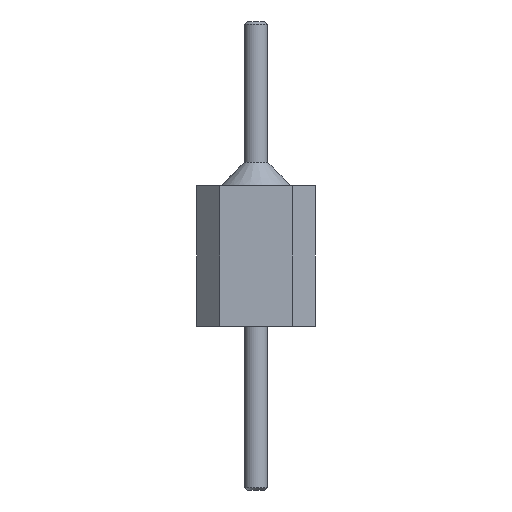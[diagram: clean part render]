
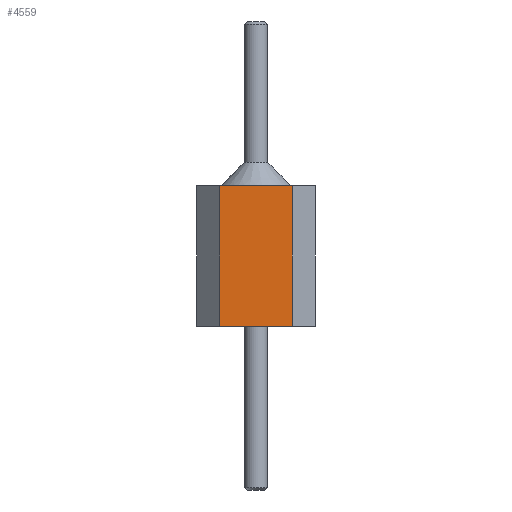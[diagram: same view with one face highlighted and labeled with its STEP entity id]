
A CAD part, front view. The second image highlights one B-rep face of the part: STEP entity #4559.
In plain terms, the highlighted planar face has unit normal (0, -1, 0).
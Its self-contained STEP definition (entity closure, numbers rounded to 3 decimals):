
#3946 = PLANE('',#3947);
#3947 = AXIS2_PLACEMENT_3D('',#3948,#3949,#3950);
#3948 = CARTESIAN_POINT('',(0.,0.,3.));
#3949 = DIRECTION('',(0.,0.,1.));
#3950 = DIRECTION('',(1.,0.,0.));
#3974 = PLANE('',#3975);
#3975 = AXIS2_PLACEMENT_3D('',#3976,#3977,#3978);
#3976 = CARTESIAN_POINT('',(-1.27,-0.775,0.));
#3977 = DIRECTION('',(0.707,0.707,0.));
#3978 = DIRECTION('',(0.707,-0.707,0.));
#4000 = PLANE('',#4001);
#4001 = AXIS2_PLACEMENT_3D('',#4002,#4003,#4004);
#4002 = CARTESIAN_POINT('',(0.,0.,0.));
#4003 = DIRECTION('',(0.,0.,1.));
#4004 = DIRECTION('',(1.,0.,0.));
#4093 = VERTEX_POINT('',#4094);
#4094 = CARTESIAN_POINT('',(-0.775,-1.27,3.));
#4115 = EDGE_CURVE('',#4116,#4093,#4118,.T.);
#4116 = VERTEX_POINT('',#4117);
#4117 = CARTESIAN_POINT('',(-0.775,-1.27,0.));
#4118 = SURFACE_CURVE('',#4119,(#4123,#4130),.PCURVE_S1.);
#4119 = LINE('',#4120,#4121);
#4120 = CARTESIAN_POINT('',(-0.775,-1.27,0.));
#4121 = VECTOR('',#4122,1.);
#4122 = DIRECTION('',(0.,0.,1.));
#4123 = PCURVE('',#3974,#4124);
#4124 = DEFINITIONAL_REPRESENTATION('',(#4125),#4129);
#4125 = LINE('',#4126,#4127);
#4126 = CARTESIAN_POINT('',(0.7,0.));
#4127 = VECTOR('',#4128,1.);
#4128 = DIRECTION('',(0.,-1.));
#4129 = ( GEOMETRIC_REPRESENTATION_CONTEXT(2) 
PARAMETRIC_REPRESENTATION_CONTEXT() REPRESENTATION_CONTEXT('2D SPACE',''
  ) );
#4130 = PCURVE('',#4131,#4136);
#4131 = PLANE('',#4132);
#4132 = AXIS2_PLACEMENT_3D('',#4133,#4134,#4135);
#4133 = CARTESIAN_POINT('',(-0.775,-1.27,0.));
#4134 = DIRECTION('',(0.,1.,0.));
#4135 = DIRECTION('',(1.,0.,0.));
#4136 = DEFINITIONAL_REPRESENTATION('',(#4137),#4141);
#4137 = LINE('',#4138,#4139);
#4138 = CARTESIAN_POINT('',(0.,0.));
#4139 = VECTOR('',#4140,1.);
#4140 = DIRECTION('',(0.,-1.));
#4141 = ( GEOMETRIC_REPRESENTATION_CONTEXT(2) 
PARAMETRIC_REPRESENTATION_CONTEXT() REPRESENTATION_CONTEXT('2D SPACE',''
  ) );
#4169 = EDGE_CURVE('',#4116,#4170,#4172,.T.);
#4170 = VERTEX_POINT('',#4171);
#4171 = CARTESIAN_POINT('',(0.775,-1.27,0.));
#4172 = SURFACE_CURVE('',#4173,(#4177,#4184),.PCURVE_S1.);
#4173 = LINE('',#4174,#4175);
#4174 = CARTESIAN_POINT('',(-0.775,-1.27,0.));
#4175 = VECTOR('',#4176,1.);
#4176 = DIRECTION('',(1.,0.,0.));
#4177 = PCURVE('',#4000,#4178);
#4178 = DEFINITIONAL_REPRESENTATION('',(#4179),#4183);
#4179 = LINE('',#4180,#4181);
#4180 = CARTESIAN_POINT('',(-0.775,-1.27));
#4181 = VECTOR('',#4182,1.);
#4182 = DIRECTION('',(1.,0.));
#4183 = ( GEOMETRIC_REPRESENTATION_CONTEXT(2) 
PARAMETRIC_REPRESENTATION_CONTEXT() REPRESENTATION_CONTEXT('2D SPACE',''
  ) );
#4184 = PCURVE('',#4131,#4185);
#4185 = DEFINITIONAL_REPRESENTATION('',(#4186),#4190);
#4186 = LINE('',#4187,#4188);
#4187 = CARTESIAN_POINT('',(0.,0.));
#4188 = VECTOR('',#4189,1.);
#4189 = DIRECTION('',(1.,0.));
#4190 = ( GEOMETRIC_REPRESENTATION_CONTEXT(2) 
PARAMETRIC_REPRESENTATION_CONTEXT() REPRESENTATION_CONTEXT('2D SPACE',''
  ) );
#4208 = PLANE('',#4209);
#4209 = AXIS2_PLACEMENT_3D('',#4210,#4211,#4212);
#4210 = CARTESIAN_POINT('',(0.775,-1.27,0.));
#4211 = DIRECTION('',(-0.707,0.707,0.));
#4212 = DIRECTION('',(0.707,0.707,0.));
#4339 = EDGE_CURVE('',#4093,#4340,#4342,.T.);
#4340 = VERTEX_POINT('',#4341);
#4341 = CARTESIAN_POINT('',(0.775,-1.27,3.));
#4342 = SURFACE_CURVE('',#4343,(#4347,#4354),.PCURVE_S1.);
#4343 = LINE('',#4344,#4345);
#4344 = CARTESIAN_POINT('',(-0.775,-1.27,3.));
#4345 = VECTOR('',#4346,1.);
#4346 = DIRECTION('',(1.,0.,0.));
#4347 = PCURVE('',#3946,#4348);
#4348 = DEFINITIONAL_REPRESENTATION('',(#4349),#4353);
#4349 = LINE('',#4350,#4351);
#4350 = CARTESIAN_POINT('',(-0.775,-1.27));
#4351 = VECTOR('',#4352,1.);
#4352 = DIRECTION('',(1.,0.));
#4353 = ( GEOMETRIC_REPRESENTATION_CONTEXT(2) 
PARAMETRIC_REPRESENTATION_CONTEXT() REPRESENTATION_CONTEXT('2D SPACE',''
  ) );
#4354 = PCURVE('',#4131,#4355);
#4355 = DEFINITIONAL_REPRESENTATION('',(#4356),#4360);
#4356 = LINE('',#4357,#4358);
#4357 = CARTESIAN_POINT('',(0.,-3.));
#4358 = VECTOR('',#4359,1.);
#4359 = DIRECTION('',(1.,0.));
#4360 = ( GEOMETRIC_REPRESENTATION_CONTEXT(2) 
PARAMETRIC_REPRESENTATION_CONTEXT() REPRESENTATION_CONTEXT('2D SPACE',''
  ) );
#4559 = ADVANCED_FACE('',(#4560),#4131,.F.);
#4560 = FACE_BOUND('',#4561,.F.);
#4561 = EDGE_LOOP('',(#4562,#4563,#4564,#4585));
#4562 = ORIENTED_EDGE('',*,*,#4115,.T.);
#4563 = ORIENTED_EDGE('',*,*,#4339,.T.);
#4564 = ORIENTED_EDGE('',*,*,#4565,.F.);
#4565 = EDGE_CURVE('',#4170,#4340,#4566,.T.);
#4566 = SURFACE_CURVE('',#4567,(#4571,#4578),.PCURVE_S1.);
#4567 = LINE('',#4568,#4569);
#4568 = CARTESIAN_POINT('',(0.775,-1.27,0.));
#4569 = VECTOR('',#4570,1.);
#4570 = DIRECTION('',(0.,0.,1.));
#4571 = PCURVE('',#4131,#4572);
#4572 = DEFINITIONAL_REPRESENTATION('',(#4573),#4577);
#4573 = LINE('',#4574,#4575);
#4574 = CARTESIAN_POINT('',(1.55,0.));
#4575 = VECTOR('',#4576,1.);
#4576 = DIRECTION('',(0.,-1.));
#4577 = ( GEOMETRIC_REPRESENTATION_CONTEXT(2) 
PARAMETRIC_REPRESENTATION_CONTEXT() REPRESENTATION_CONTEXT('2D SPACE',''
  ) );
#4578 = PCURVE('',#4208,#4579);
#4579 = DEFINITIONAL_REPRESENTATION('',(#4580),#4584);
#4580 = LINE('',#4581,#4582);
#4581 = CARTESIAN_POINT('',(0.,0.));
#4582 = VECTOR('',#4583,1.);
#4583 = DIRECTION('',(0.,-1.));
#4584 = ( GEOMETRIC_REPRESENTATION_CONTEXT(2) 
PARAMETRIC_REPRESENTATION_CONTEXT() REPRESENTATION_CONTEXT('2D SPACE',''
  ) );
#4585 = ORIENTED_EDGE('',*,*,#4169,.F.);
